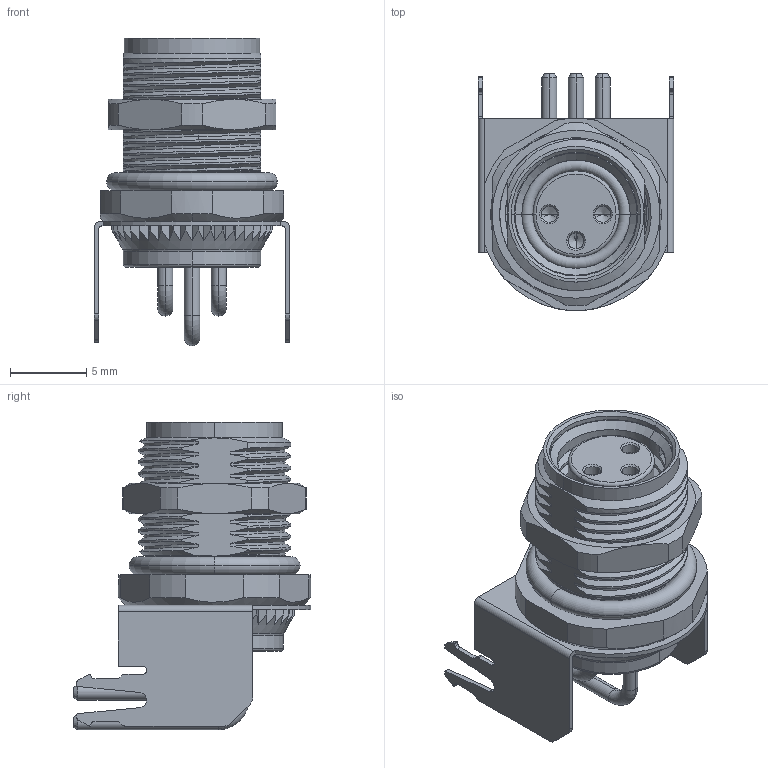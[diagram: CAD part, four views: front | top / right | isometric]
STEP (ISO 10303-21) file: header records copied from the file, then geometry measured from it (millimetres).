
FILE_DESCRIPTION((''),'2;1');
FILE_NAME('M8-FABK03-003S_3','2025-09-17T',('gongchengVI'),(''),'PRO/ENGINEER BY PARAMETRIC TECHNOLOGY CORPORATION, 2010280','PRO/ENGINEER BY PARAMETRIC TECHNOLOGY CORPORATION, 2010280','');
FILE_SCHEMA(('CONFIG_CONTROL_DESIGN'));
Products named in the file (1): M8-FABK03-003S_3
Bounding box: 12.8 x 15.55 x 20.15 mm (x, y, z)
Volume: 253.3 mm3; surface area: 2978.4 mm2
Topology: 1 solids, 10 shells, 702 faces, 1848 edges, 1188 vertices
Faces by surface type: plane 286, cylinder 242, bspline 78, cone 66, torus 30
Entity records: 41644 total; most frequent: CARTESIAN_POINT 24708, ORIENTED_EDGE 3684, DIRECTION 3323, EDGE_CURVE 1842, AXIS2_PLACEMENT_3D 1222, VERTEX_POINT 1188, VECTOR 879, LINE 879
